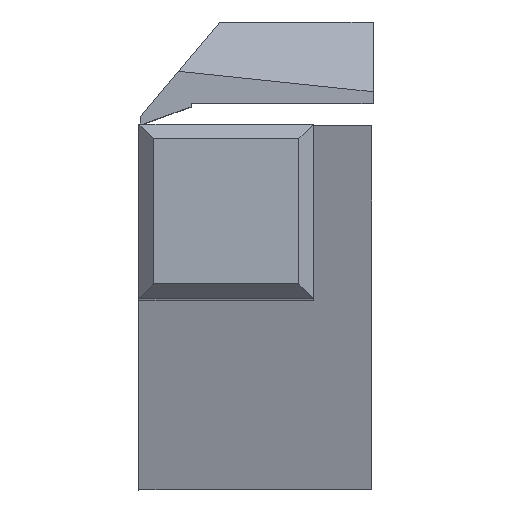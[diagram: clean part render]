
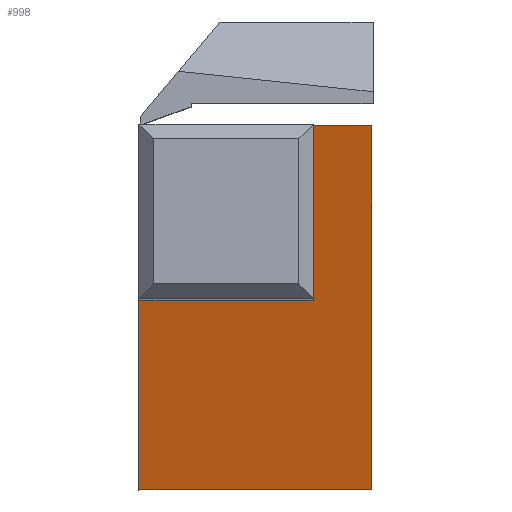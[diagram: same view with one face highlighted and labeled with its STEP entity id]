
A CAD part, top view. The second image highlights one B-rep face of the part: STEP entity #998.
In plain terms, the highlighted planar face has unit normal (0, -0.259, 0.966).
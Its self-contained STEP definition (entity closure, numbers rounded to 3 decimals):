
#7 = VERTEX_POINT ( 'NONE', #209 ) ;
#92 = VECTOR ( 'NONE', #396, 1000. ) ;
#94 = CARTESIAN_POINT ( 'NONE',  ( -12., -13., -79.48 ) ) ;
#122 = EDGE_CURVE ( 'NONE', #831, #610, #261, .T. ) ;
#137 = CARTESIAN_POINT ( 'NONE',  ( 4., -13., -79.48 ) ) ;
#176 = CARTESIAN_POINT ( 'NONE',  ( 4., 12., -72.781 ) ) ;
#180 = EDGE_LOOP ( 'NONE', ( #858, #887, #872, #916, #931, #921 ) ) ;
#192 = VECTOR ( 'NONE', #202, 1000. ) ;
#193 = DIRECTION ( 'NONE',  ( 0., 0.966, 0.259 ) ) ;
#202 = DIRECTION ( 'NONE',  ( -1., 0., 0. ) ) ;
#207 = LINE ( 'NONE', #176, #192 ) ;
#209 = CARTESIAN_POINT ( 'NONE',  ( 0., 12., -72.781 ) ) ;
#213 = AXIS2_PLACEMENT_3D ( 'NONE', #1030, #559, #510 ) ;
#233 = EDGE_CURVE ( 'NONE', #7, #1077, #744, .T. ) ;
#261 = LINE ( 'NONE', #514, #263 ) ;
#263 = VECTOR ( 'NONE', #997, 1000. ) ;
#267 = FACE_OUTER_BOUND ( 'NONE', #180, .T. ) ;
#307 = CARTESIAN_POINT ( 'NONE',  ( 0., 0., -75.997 ) ) ;
#340 = VECTOR ( 'NONE', #614, 1000. ) ;
#358 = CARTESIAN_POINT ( 'NONE',  ( 0., 10.325, -73.23 ) ) ;
#359 = VERTEX_POINT ( 'NONE', #465 ) ;
#360 = LINE ( 'NONE', #633, #92 ) ;
#396 = DIRECTION ( 'NONE',  ( -1., 0., 0. ) ) ;
#408 = CARTESIAN_POINT ( 'NONE',  ( 4., -13., -79.48 ) ) ;
#465 = CARTESIAN_POINT ( 'NONE',  ( 4., 12., -72.781 ) ) ;
#489 = EDGE_CURVE ( 'NONE', #610, #990, #672, .T. ) ;
#510 = DIRECTION ( 'NONE',  ( 0., -0.966, -0.259 ) ) ;
#514 = CARTESIAN_POINT ( 'NONE',  ( 4., -13., -79.48 ) ) ;
#559 = DIRECTION ( 'NONE',  ( 0., -0.259, 0.966 ) ) ;
#564 = EDGE_CURVE ( 'NONE', #1077, #990, #360, .T. ) ;
#568 = CARTESIAN_POINT ( 'NONE',  ( -12., -13., -79.48 ) ) ;
#586 = VECTOR ( 'NONE', #967, 1000. ) ;
#593 = PLANE ( 'NONE',  #213 ) ;
#610 = VERTEX_POINT ( 'NONE', #568 ) ;
#614 = DIRECTION ( 'NONE',  ( 0., -0.966, -0.259 ) ) ;
#616 = EDGE_CURVE ( 'NONE', #831, #359, #734, .T. ) ;
#633 = CARTESIAN_POINT ( 'NONE',  ( 0., 0., -75.997 ) ) ;
#672 = LINE ( 'NONE', #94, #865 ) ;
#734 = LINE ( 'NONE', #408, #586 ) ;
#744 = LINE ( 'NONE', #358, #340 ) ;
#831 = VERTEX_POINT ( 'NONE', #137 ) ;
#858 = ORIENTED_EDGE ( 'NONE', *, *, #1019, .T. ) ;
#865 = VECTOR ( 'NONE', #193, 1000. ) ;
#872 = ORIENTED_EDGE ( 'NONE', *, *, #564, .T. ) ;
#878 = CARTESIAN_POINT ( 'NONE',  ( -12., 0., -75.997 ) ) ;
#887 = ORIENTED_EDGE ( 'NONE', *, *, #233, .T. ) ;
#916 = ORIENTED_EDGE ( 'NONE', *, *, #489, .F. ) ;
#921 = ORIENTED_EDGE ( 'NONE', *, *, #616, .T. ) ;
#931 = ORIENTED_EDGE ( 'NONE', *, *, #122, .F. ) ;
#967 = DIRECTION ( 'NONE',  ( 0., 0.966, 0.259 ) ) ;
#990 = VERTEX_POINT ( 'NONE', #878 ) ;
#997 = DIRECTION ( 'NONE',  ( -1., 0., 0. ) ) ;
#998 = ADVANCED_FACE ( 'NONE', ( #267 ), #593, .T. ) ;
#1019 = EDGE_CURVE ( 'NONE', #359, #7, #207, .T. ) ;
#1030 = CARTESIAN_POINT ( 'NONE',  ( 4., -13., -79.48 ) ) ;
#1077 = VERTEX_POINT ( 'NONE', #307 ) ;
